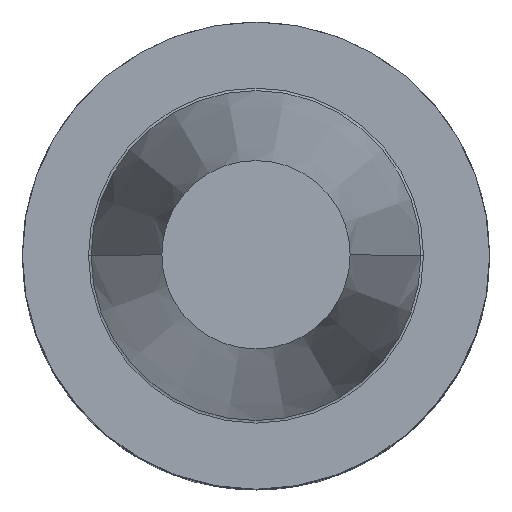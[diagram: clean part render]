
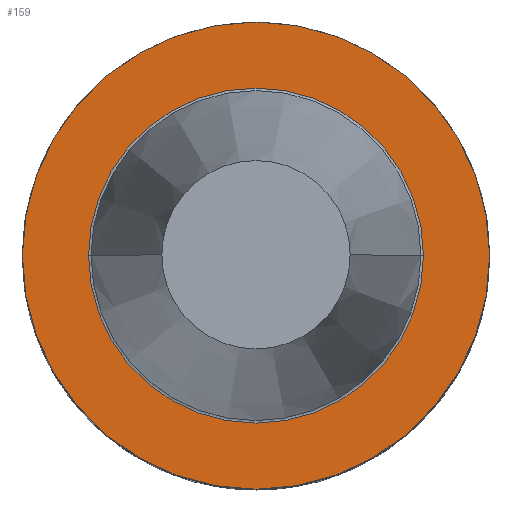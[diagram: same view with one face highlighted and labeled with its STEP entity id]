
A CAD part, top view. The second image highlights one B-rep face of the part: STEP entity #159.
In plain terms, the highlighted planar face has unit normal (0, 0, 1).
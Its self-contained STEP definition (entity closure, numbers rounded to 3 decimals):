
#83=PLANE('',#1250);
#120=FACE_BOUND('',#308,.T.);
#121=FACE_BOUND('',#309,.T.);
#159=ADVANCED_FACE('',(#120,#121),#83,.F.);
#308=EDGE_LOOP('',(#484,#485));
#309=EDGE_LOOP('',(#486));
#376=CIRCLE('',#1218,22.563);
#378=CIRCLE('',#1221,22.563);
#390=CIRCLE('',#1240,31.475);
#484=ORIENTED_EDGE('',*,*,#890,.T.);
#485=ORIENTED_EDGE('',*,*,#892,.T.);
#486=ORIENTED_EDGE('',*,*,#913,.F.);
#776=VERTEX_POINT('',#1689);
#779=VERTEX_POINT('',#1694);
#793=VERTEX_POINT('',#1740);
#890=EDGE_CURVE('',#776,#779,#376,.T.);
#892=EDGE_CURVE('',#779,#776,#378,.T.);
#913=EDGE_CURVE('',#793,#793,#390,.T.);
#1218=AXIS2_PLACEMENT_3D('',#1695,#1367,#1368);
#1221=AXIS2_PLACEMENT_3D('',#1698,#1373,#1374);
#1240=AXIS2_PLACEMENT_3D('',#1739,#1420,#1421);
#1250=AXIS2_PLACEMENT_3D('',#1757,#1442,#1443);
#1367=DIRECTION('',(0.,0.,-1.));
#1368=DIRECTION('',(-1.,0.,0.));
#1373=DIRECTION('',(0.,0.,-1.));
#1374=DIRECTION('',(-1.,0.,0.));
#1420=DIRECTION('',(0.,0.,-1.));
#1421=DIRECTION('',(-1.,0.,0.));
#1442=DIRECTION('',(0.,0.,-1.));
#1443=DIRECTION('',(1.,0.,0.));
#1689=CARTESIAN_POINT('',(-22.563,0.,-2.));
#1694=CARTESIAN_POINT('',(22.563,0.,-2.));
#1695=CARTESIAN_POINT('',(0.,0.,-2.));
#1698=CARTESIAN_POINT('',(0.,0.,-2.));
#1739=CARTESIAN_POINT('',(0.,0.,-2.));
#1740=CARTESIAN_POINT('',(-31.475,0.,-2.));
#1757=CARTESIAN_POINT('',(0.,31.475,-2.));
